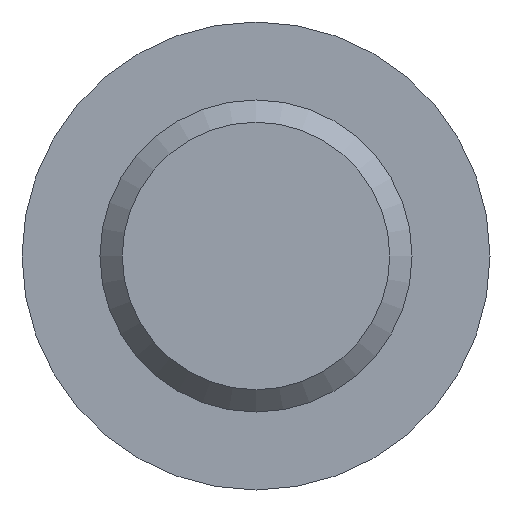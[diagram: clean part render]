
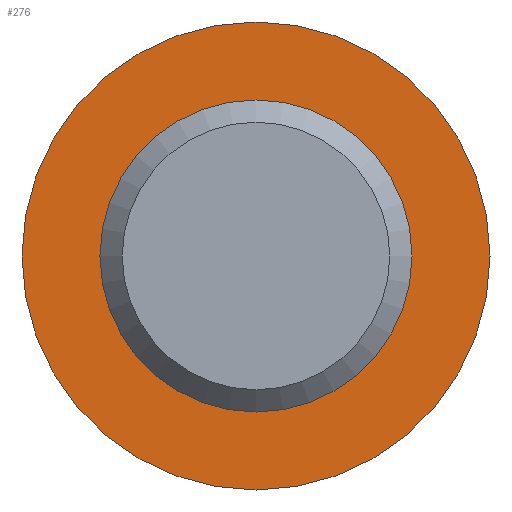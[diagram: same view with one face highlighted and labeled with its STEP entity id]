
A CAD part, front view. The second image highlights one B-rep face of the part: STEP entity #276.
In plain terms, the highlighted planar face has unit normal (0, -1, 0).
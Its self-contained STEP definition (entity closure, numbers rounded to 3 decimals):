
#1 = VERTEX_POINT ( 'NONE', #243 ) ;
#31 = DIRECTION ( 'NONE',  ( 0., 1., 0. ) ) ;
#39 = CARTESIAN_POINT ( 'NONE',  ( -7., 80., 0. ) ) ;
#57 = EDGE_LOOP ( 'NONE', ( #262 ) ) ;
#95 = DIRECTION ( 'NONE',  ( 0., 0., -1. ) ) ;
#106 = EDGE_CURVE ( 'NONE', #1, #1, #333, .T. ) ;
#136 = AXIS2_PLACEMENT_3D ( 'NONE', #313, #232, #353 ) ;
#183 = EDGE_CURVE ( 'NONE', #414, #414, #311, .T. ) ;
#196 = DIRECTION ( 'NONE',  ( 0., 0., 1. ) ) ;
#232 = DIRECTION ( 'NONE',  ( 0., -1., 0. ) ) ;
#236 = AXIS2_PLACEMENT_3D ( 'NONE', #39, #31, #196 ) ;
#240 = FACE_BOUND ( 'NONE', #322, .T. ) ;
#243 = CARTESIAN_POINT ( 'NONE',  ( 0., 80., -7. ) ) ;
#254 = DIRECTION ( 'NONE',  ( 0., -1., 0. ) ) ;
#262 = ORIENTED_EDGE ( 'NONE', *, *, #183, .T. ) ;
#276 = ADVANCED_FACE ( 'NONE', ( #240, #530 ), #410, .F. ) ;
#311 = CIRCLE ( 'NONE', #136, 10.5 ) ;
#313 = CARTESIAN_POINT ( 'NONE',  ( 0., 80., 0. ) ) ;
#322 = EDGE_LOOP ( 'NONE', ( #458 ) ) ;
#333 = CIRCLE ( 'NONE', #479, 7. ) ;
#353 = DIRECTION ( 'NONE',  ( 0., 0., -1. ) ) ;
#391 = CARTESIAN_POINT ( 'NONE',  ( 0., 80., 0. ) ) ;
#410 = PLANE ( 'NONE',  #236 ) ;
#414 = VERTEX_POINT ( 'NONE', #538 ) ;
#458 = ORIENTED_EDGE ( 'NONE', *, *, #106, .F. ) ;
#479 = AXIS2_PLACEMENT_3D ( 'NONE', #391, #254, #95 ) ;
#530 = FACE_OUTER_BOUND ( 'NONE', #57, .T. ) ;
#538 = CARTESIAN_POINT ( 'NONE',  ( 0., 80., -10.5 ) ) ;
